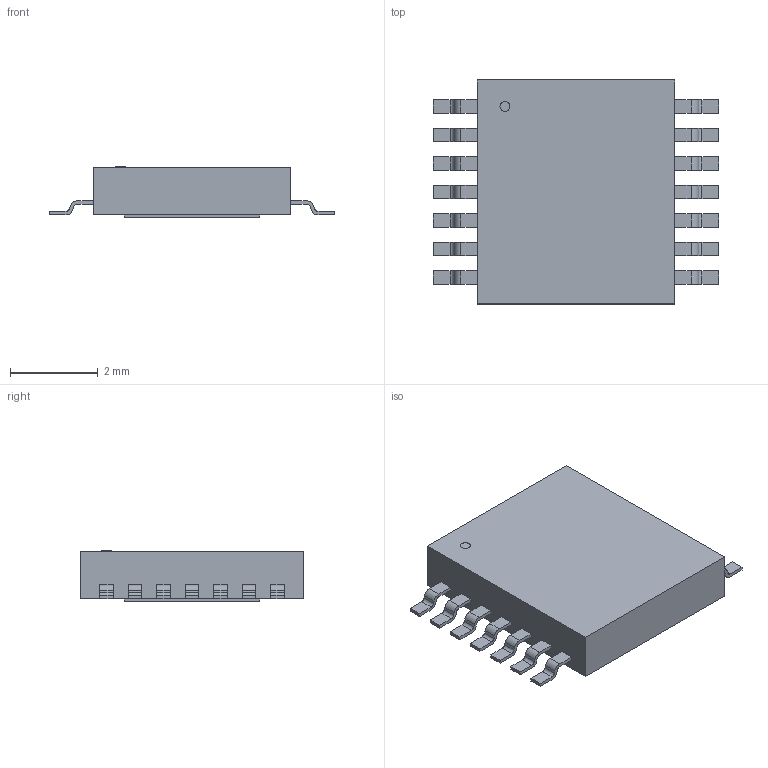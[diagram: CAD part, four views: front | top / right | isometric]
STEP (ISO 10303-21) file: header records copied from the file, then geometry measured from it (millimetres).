
FILE_DESCRIPTION(('STEP AP214'),'1');
FILE_NAME('21-0108_U14E3_MXM','2021-09-23T19:48:29',(''),(''),'','','');
FILE_SCHEMA(('AUTOMOTIVE_DESIGN'));
Length unit declared in the file: millimetre
Products named in the file (1): product
Bounding box: 6.5 x 5.11 x 1.15 mm (x, y, z)
Volume: 25.9 mm3; surface area: 99.6 mm2
Topology: 17 solids, 17 shells, 211 faces, 531 edges, 354 vertices
Faces by surface type: plane 154, cylinder 57
Full cylindrical faces by diameter (mm): 0.225 x1
Entity records: 6056 total; most frequent: DIRECTION 1070, ORIENTED_EDGE 1060, CARTESIAN_POINT 625, EDGE_CURVE 530, LINE 416, VECTOR 416, VERTEX_POINT 354, AXIS2_PLACEMENT_3D 327
